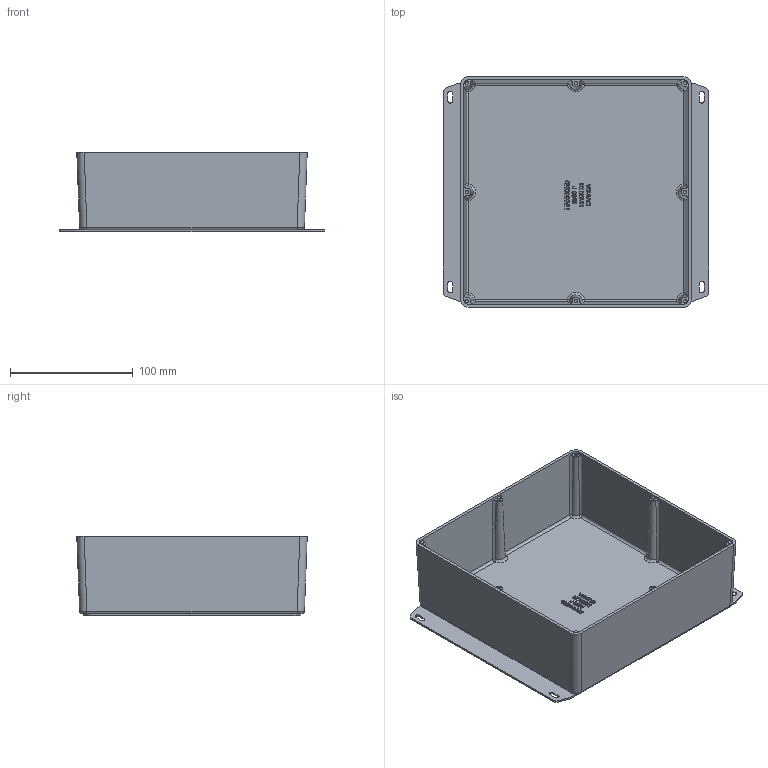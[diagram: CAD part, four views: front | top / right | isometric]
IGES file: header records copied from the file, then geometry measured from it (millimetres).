
Global section: file name: No Iges File Name specified; native system: Autodesk Inventor 2009; preprocessor: AutoDesk Inventor Iges Exporter R2009; author: trinas; date: 20090304.162714; units: millimetre
Bounding box: 216.64 x 188 x 64.5 mm (x, y, z)
Volume: 265475.3 mm3; surface area: 171454.7 mm2
Topology: 1 solids, 1 shells, 500 faces, 1326 edges, 840 vertices
Faces by surface type: plane 289, bspline 175, revolution 20, cone 8, cylinder 8
